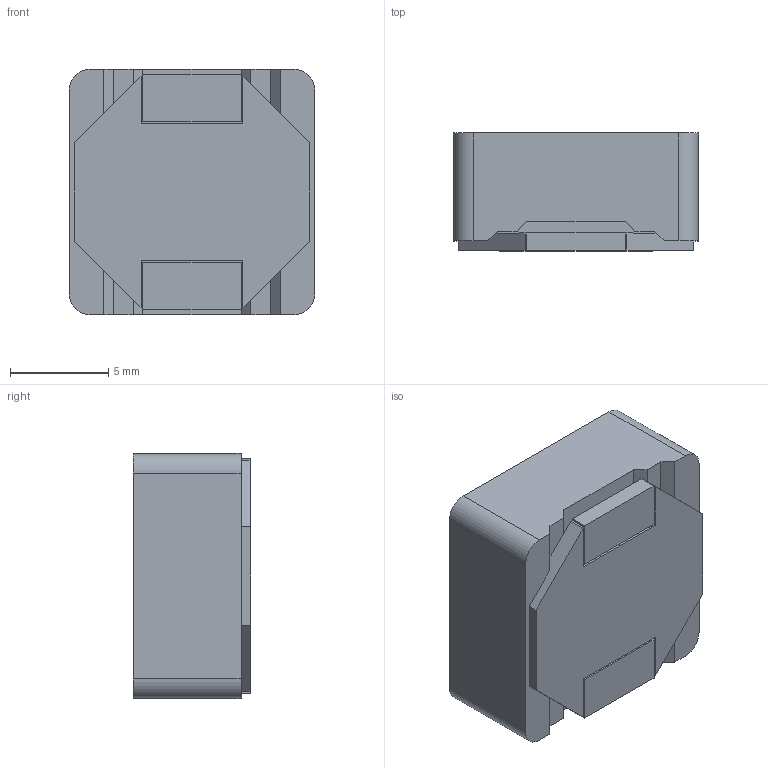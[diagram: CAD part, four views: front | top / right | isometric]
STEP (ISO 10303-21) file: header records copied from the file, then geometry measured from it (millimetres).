
FILE_DESCRIPTION (( 'STEP AP214' ), '1' );
FILE_NAME ('SRR1260-100M.STEP', '2024-12-21T11:25:17', ( '' ), ( '' ), 'SwSTEP 2.0', 'SolidWorks 2023', '' );
FILE_SCHEMA (( 'AUTOMOTIVE_DESIGN' ));
Length unit declared in the file: millimetre
Products named in the file (1): SRR1260-100M
Bounding box: 12.5 x 6 x 12.5 mm (x, y, z)
Volume: 846.6 mm3; surface area: 818.5 mm2
Topology: 1 solids, 1 shells, 83 faces, 231 edges, 152 vertices
Faces by surface type: plane 60, cylinder 17, bspline 4, cone 2
Entity records: 3741 total; most frequent: CARTESIAN_POINT 687, ORIENTED_EDGE 462, DIRECTION 411, EDGE_CURVE 231, VECTOR 179, LINE 179, VERTEX_POINT 152, AXIS2_PLACEMENT_3D 116
